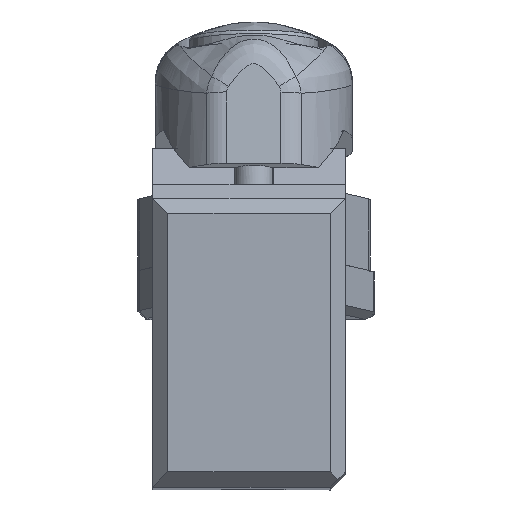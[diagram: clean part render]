
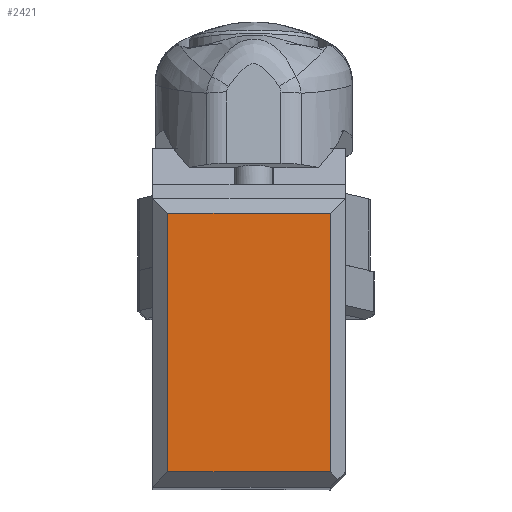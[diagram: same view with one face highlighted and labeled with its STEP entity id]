
A CAD part, top view. The second image highlights one B-rep face of the part: STEP entity #2421.
In plain terms, the highlighted planar face has unit normal (0, 0, 1).
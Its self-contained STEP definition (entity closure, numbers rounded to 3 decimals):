
#2155=FACE_OUTER_BOUND('',#2797,.T.);
#2421=ADVANCED_FACE('',(#2155),#2664,.T.);
#2664=PLANE('',#7139);
#2797=EDGE_LOOP('',(#3429,#3430,#3431,#3432));
#3429=ORIENTED_EDGE('',*,*,#5301,.F.);
#3430=ORIENTED_EDGE('',*,*,#5296,.F.);
#3431=ORIENTED_EDGE('',*,*,#5300,.T.);
#3432=ORIENTED_EDGE('',*,*,#5302,.T.);
#4710=VERTEX_POINT('',#9208);
#4711=VERTEX_POINT('',#9209);
#4712=VERTEX_POINT('',#9214);
#4713=VERTEX_POINT('',#9218);
#5296=EDGE_CURVE('',#4710,#4711,#6281,.T.);
#5300=EDGE_CURVE('',#4710,#4712,#6285,.T.);
#5301=EDGE_CURVE('',#4711,#4713,#6286,.T.);
#5302=EDGE_CURVE('',#4712,#4713,#6287,.T.);
#6281=LINE('',#9207,#6538);
#6285=LINE('',#9215,#6542);
#6286=LINE('',#9217,#6543);
#6287=LINE('',#9219,#6544);
#6538=VECTOR('',#7924,1.);
#6542=VECTOR('',#7930,1.);
#6543=VECTOR('',#7933,1.);
#6544=VECTOR('',#7934,1.);
#7139=AXIS2_PLACEMENT_3D('',#9220,#7935,#7936);
#7924=DIRECTION('',(1.,0.,0.));
#7930=DIRECTION('',(0.,-1.,0.));
#7933=DIRECTION('',(0.,-1.,0.));
#7934=DIRECTION('',(1.,0.,0.));
#7935=DIRECTION('',(0.,0.,1.));
#7936=DIRECTION('',(1.,0.,0.));
#9207=CARTESIAN_POINT('',(-11.7,18.05,0.));
#9208=CARTESIAN_POINT('',(-11.7,18.05,0.));
#9209=CARTESIAN_POINT('',(-1.,18.05,0.));
#9214=CARTESIAN_POINT('',(-11.7,1.,0.));
#9215=CARTESIAN_POINT('',(-11.7,18.05,0.));
#9217=CARTESIAN_POINT('',(-1.,18.05,0.));
#9218=CARTESIAN_POINT('',(-1.,1.,0.));
#9219=CARTESIAN_POINT('',(-11.7,1.,0.));
#9220=CARTESIAN_POINT('',(-6.35,9.525,0.));
